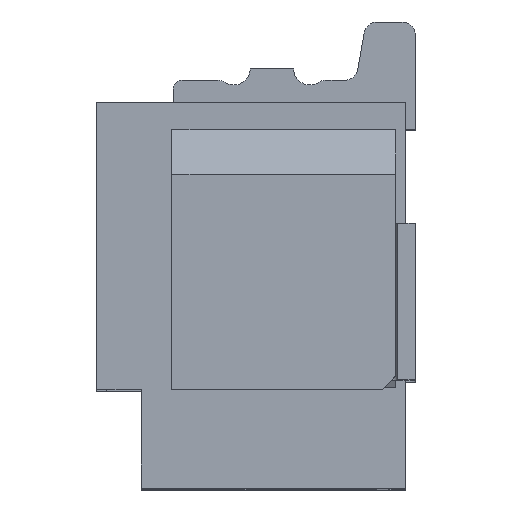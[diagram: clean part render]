
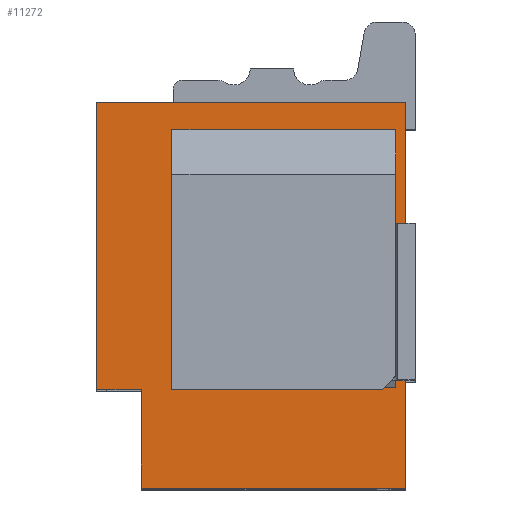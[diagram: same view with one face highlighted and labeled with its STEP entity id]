
A CAD part, top view. The second image highlights one B-rep face of the part: STEP entity #11272.
In plain terms, the highlighted planar face has unit normal (0, 0, 1).
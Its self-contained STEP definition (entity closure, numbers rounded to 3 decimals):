
#1150=DIRECTION('',(1.,0.,0.));
#1151=VECTOR('',#1150,3.45);
#1152=CARTESIAN_POINT('',(-73.809,104.408,22.262));
#1153=LINE('',#1152,#1151);
#1166=DIRECTION('',(0.,-1.,0.));
#1167=VECTOR('',#1166,4.3);
#1168=CARTESIAN_POINT('',(-70.359,104.408,22.262));
#1169=LINE('',#1168,#1167);
#1178=DIRECTION('',(-1.,0.,0.));
#1179=VECTOR('',#1178,2.95);
#1180=CARTESIAN_POINT('',(-70.359,100.108,22.262));
#1181=LINE('',#1180,#1179);
#1182=DIRECTION('',(0.,1.,0.));
#1183=VECTOR('',#1182,1.1);
#1184=CARTESIAN_POINT('',(-73.309,100.108,22.262));
#1185=LINE('',#1184,#1183);
#1186=DIRECTION('',(-1.,0.,0.));
#1187=VECTOR('',#1186,0.5);
#1188=CARTESIAN_POINT('',(-73.309,101.208,22.262));
#1189=LINE('',#1188,#1187);
#1190=DIRECTION('',(0.,1.,0.));
#1191=VECTOR('',#1190,3.2);
#1192=CARTESIAN_POINT('',(-73.809,101.208,22.262));
#1193=LINE('',#1192,#1191);
#2850=DIRECTION('',(-1.,0.,0.));
#2851=VECTOR('',#2850,2.5);
#2852=CARTESIAN_POINT('',(-70.469,101.235,22.262));
#2853=LINE('',#2852,#2851);
#2862=DIRECTION('',(0.,1.,0.));
#2863=VECTOR('',#2862,2.873);
#2864=CARTESIAN_POINT('',(-72.969,101.235,22.262));
#2865=LINE('',#2864,#2863);
#2870=DIRECTION('',(-1.,0.,0.));
#2871=VECTOR('',#2870,2.5);
#2872=CARTESIAN_POINT('',(-70.469,104.108,22.262));
#2873=LINE('',#2872,#2871);
#2886=DIRECTION('',(0.,-1.,0.));
#2887=VECTOR('',#2886,2.873);
#2888=CARTESIAN_POINT('',(-70.469,104.108,22.262));
#2889=LINE('',#2888,#2887);
#8017=CARTESIAN_POINT('',(-73.809,104.408,22.262));
#8018=VERTEX_POINT('',#8017);
#8019=CARTESIAN_POINT('',(-73.809,101.208,22.262));
#8020=VERTEX_POINT('',#8019);
#8051=CARTESIAN_POINT('',(-73.309,100.108,22.262));
#8052=VERTEX_POINT('',#8051);
#8053=CARTESIAN_POINT('',(-70.359,100.108,22.262));
#8054=VERTEX_POINT('',#8053);
#8091=CARTESIAN_POINT('',(-73.309,101.208,22.262));
#8092=VERTEX_POINT('',#8091);
#8097=CARTESIAN_POINT('',(-70.359,104.408,22.262));
#8098=VERTEX_POINT('',#8097);
#8099=CARTESIAN_POINT('',(-70.469,101.235,22.262));
#8100=CARTESIAN_POINT('',(-72.969,101.235,22.262));
#8101=VERTEX_POINT('',#8099);
#8102=VERTEX_POINT('',#8100);
#8103=CARTESIAN_POINT('',(-72.969,104.108,22.262));
#8104=VERTEX_POINT('',#8103);
#8105=CARTESIAN_POINT('',(-70.469,104.108,22.262));
#8106=VERTEX_POINT('',#8105);
#11247=CARTESIAN_POINT('',(-72.084,102.258,22.262));
#11248=DIRECTION('',(0.,0.,1.));
#11249=DIRECTION('',(-1.,0.,0.));
#11250=AXIS2_PLACEMENT_3D('',#11247,#11248,#11249);
#11251=PLANE('',#11250);
#11252=ORIENTED_EDGE('',*,*,#9994,.T.);
#11254=ORIENTED_EDGE('',*,*,#11253,.T.);
#11256=ORIENTED_EDGE('',*,*,#11255,.T.);
#11257=ORIENTED_EDGE('',*,*,#9660,.T.);
#11258=ORIENTED_EDGE('',*,*,#11215,.T.);
#11259=ORIENTED_EDGE('',*,*,#11240,.T.);
#11260=EDGE_LOOP('',(#11252,#11254,#11256,#11257,#11258,#11259));
#11261=FACE_OUTER_BOUND('',#11260,.F.);
#11263=ORIENTED_EDGE('',*,*,#11262,.F.);
#11265=ORIENTED_EDGE('',*,*,#11264,.F.);
#11267=ORIENTED_EDGE('',*,*,#11266,.T.);
#11269=ORIENTED_EDGE('',*,*,#11268,.F.);
#11270=EDGE_LOOP('',(#11263,#11265,#11267,#11269));
#11271=FACE_BOUND('',#11270,.F.);
#9660=EDGE_CURVE('',#8020,#8018,#1193,.T.);
#9994=EDGE_CURVE('',#8054,#8052,#1181,.T.);
#11215=EDGE_CURVE('',#8018,#8098,#1153,.T.);
#11240=EDGE_CURVE('',#8098,#8054,#1169,.T.);
#11253=EDGE_CURVE('',#8052,#8092,#1185,.T.);
#11255=EDGE_CURVE('',#8092,#8020,#1189,.T.);
#11262=EDGE_CURVE('',#8101,#8102,#2853,.T.);
#11264=EDGE_CURVE('',#8106,#8101,#2889,.T.);
#11266=EDGE_CURVE('',#8106,#8104,#2873,.T.);
#11268=EDGE_CURVE('',#8102,#8104,#2865,.T.);
#11272=ADVANCED_FACE('',(#11261,#11271),#11251,.T.);
